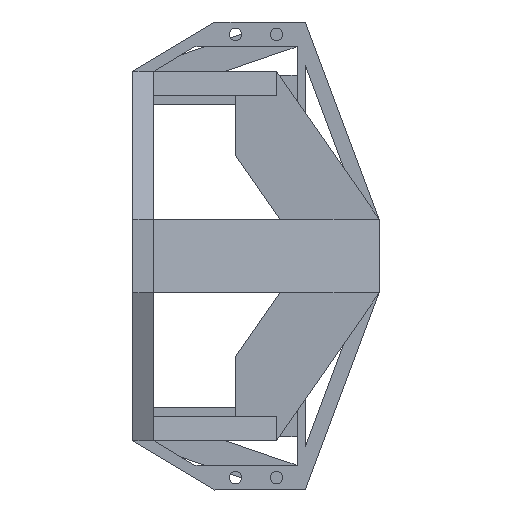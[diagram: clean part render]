
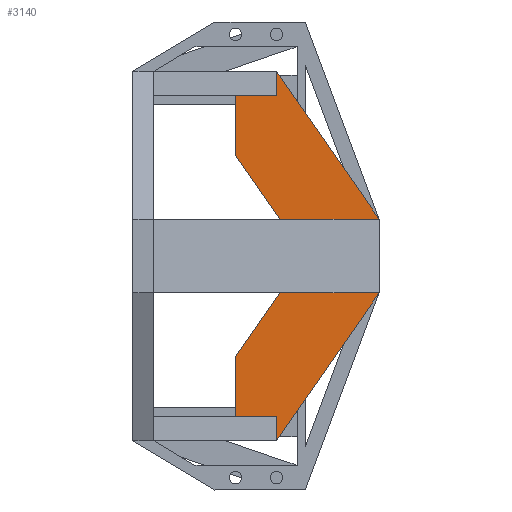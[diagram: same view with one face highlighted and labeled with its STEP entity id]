
A CAD part, left-side view. The second image highlights one B-rep face of the part: STEP entity #3140.
In plain terms, the highlighted planar face has unit normal (-1, 0, 0).
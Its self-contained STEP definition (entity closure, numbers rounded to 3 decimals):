
#205=FACE_OUTER_BOUND('',#377,.T.);
#377=EDGE_LOOP('',(#2763,#2764,#2765,#2766,#2767,#2768,#2769,#2770,#2771,
#2772,#2773,#2774,#2775,#2776,#2777,#2778,#2779));
#773=LINE('',#4882,#1199);
#774=LINE('',#4884,#1200);
#775=LINE('',#4886,#1201);
#777=LINE('',#4890,#1203);
#778=LINE('',#4893,#1204);
#780=LINE('',#4896,#1206);
#785=LINE('',#4905,#1211);
#786=LINE('',#4907,#1212);
#787=LINE('',#4909,#1213);
#790=LINE('',#4926,#1216);
#793=LINE('',#4932,#1219);
#796=LINE('',#4938,#1222);
#799=LINE('',#4942,#1225);
#801=LINE('',#4948,#1227);
#805=LINE('',#4955,#1231);
#807=LINE('',#4958,#1233);
#809=LINE('',#4961,#1235);
#1199=VECTOR('',#3983,10.);
#1200=VECTOR('',#3986,10.);
#1201=VECTOR('',#3989,10.);
#1203=VECTOR('',#3993,10.);
#1204=VECTOR('',#3996,10.);
#1206=VECTOR('',#4000,10.);
#1211=VECTOR('',#4009,10.);
#1212=VECTOR('',#4012,10.);
#1213=VECTOR('',#4015,10.);
#1216=VECTOR('',#4036,10.);
#1219=VECTOR('',#4041,10.);
#1222=VECTOR('',#4046,10.);
#1225=VECTOR('',#4051,10.);
#1227=VECTOR('',#4057,10.);
#1231=VECTOR('',#4063,10.);
#1233=VECTOR('',#4067,10.);
#1235=VECTOR('',#4071,10.);
#1437=VERTEX_POINT('',#4634);
#1438=VERTEX_POINT('',#4636);
#1448=VERTEX_POINT('',#4670);
#1451=VERTEX_POINT('',#4676);
#1485=VERTEX_POINT('',#4833);
#1488=VERTEX_POINT('',#4839);
#1497=VERTEX_POINT('',#4878);
#1498=VERTEX_POINT('',#4880);
#1499=VERTEX_POINT('',#4888);
#1500=VERTEX_POINT('',#4892);
#1501=VERTEX_POINT('',#4901);
#1502=VERTEX_POINT('',#4903);
#1507=VERTEX_POINT('',#4925);
#1509=VERTEX_POINT('',#4931);
#1511=VERTEX_POINT('',#4937);
#1512=VERTEX_POINT('',#4946);
#1513=VERTEX_POINT('',#4947);
#1911=EDGE_CURVE('',#1497,#1498,#773,.T.);
#1912=EDGE_CURVE('',#1485,#1497,#774,.T.);
#1913=EDGE_CURVE('',#1498,#1488,#775,.T.);
#1915=EDGE_CURVE('',#1448,#1499,#777,.T.);
#1916=EDGE_CURVE('',#1500,#1451,#778,.T.);
#1918=EDGE_CURVE('',#1499,#1500,#780,.T.);
#1923=EDGE_CURVE('',#1501,#1502,#785,.T.);
#1924=EDGE_CURVE('',#1438,#1501,#786,.T.);
#1925=EDGE_CURVE('',#1502,#1437,#787,.T.);
#1932=EDGE_CURVE('',#1488,#1507,#790,.T.);
#1935=EDGE_CURVE('',#1507,#1509,#793,.T.);
#1938=EDGE_CURVE('',#1511,#1509,#796,.T.);
#1941=EDGE_CURVE('',#1437,#1485,#799,.T.);
#1943=EDGE_CURVE('',#1512,#1513,#801,.T.);
#1947=EDGE_CURVE('',#1448,#1513,#805,.T.);
#1949=EDGE_CURVE('',#1438,#1451,#807,.T.);
#1951=EDGE_CURVE('',#1511,#1512,#809,.T.);
#2763=ORIENTED_EDGE('',*,*,#1913,.T.);
#2764=ORIENTED_EDGE('',*,*,#1932,.T.);
#2765=ORIENTED_EDGE('',*,*,#1935,.T.);
#2766=ORIENTED_EDGE('',*,*,#1938,.F.);
#2767=ORIENTED_EDGE('',*,*,#1951,.T.);
#2768=ORIENTED_EDGE('',*,*,#1943,.T.);
#2769=ORIENTED_EDGE('',*,*,#1947,.F.);
#2770=ORIENTED_EDGE('',*,*,#1915,.T.);
#2771=ORIENTED_EDGE('',*,*,#1918,.T.);
#2772=ORIENTED_EDGE('',*,*,#1916,.T.);
#2773=ORIENTED_EDGE('',*,*,#1949,.F.);
#2774=ORIENTED_EDGE('',*,*,#1924,.T.);
#2775=ORIENTED_EDGE('',*,*,#1923,.T.);
#2776=ORIENTED_EDGE('',*,*,#1925,.T.);
#2777=ORIENTED_EDGE('',*,*,#1941,.T.);
#2778=ORIENTED_EDGE('',*,*,#1912,.T.);
#2779=ORIENTED_EDGE('',*,*,#1911,.T.);
#2995=PLANE('',#3327);
#3140=ADVANCED_FACE('',(#205),#2995,.T.);
#3327=AXIS2_PLACEMENT_3D('',#4964,#4075,#4076);
#3983=DIRECTION('',(0.,1.,0.));
#3986=DIRECTION('',(0.,0.,-1.));
#3989=DIRECTION('',(0.,0.,1.));
#3993=DIRECTION('',(0.,0.,1.));
#3996=DIRECTION('',(0.,0.,-1.));
#4000=DIRECTION('',(0.,-1.,0.));
#4009=DIRECTION('',(0.,0.,1.));
#4012=DIRECTION('',(0.,1.,0.));
#4015=DIRECTION('',(0.,-1.,0.));
#4036=DIRECTION('',(0.,0.707,-0.707));
#4041=DIRECTION('',(0.,0.,-1.));
#4046=DIRECTION('',(0.,0.57,0.821));
#4051=DIRECTION('',(0.,0.57,0.821));
#4057=DIRECTION('',(0.,0.,-1.));
#4063=DIRECTION('',(0.,0.707,0.707));
#4067=DIRECTION('',(0.,0.57,-0.821));
#4071=DIRECTION('',(0.,0.57,-0.821));
#4075=DIRECTION('center_axis',(-1.,0.,0.));
#4076=DIRECTION('ref_axis',(0.,0.,1.));
#4634=CARTESIAN_POINT('',(-134.5,70.,-76.));
#4636=CARTESIAN_POINT('',(-134.5,70.,-94.));
#4670=CARTESIAN_POINT('',(-134.5,103.,-130.));
#4676=CARTESIAN_POINT('',(-134.5,95.,-130.));
#4833=CARTESIAN_POINT('',(-134.5,95.,-40.));
#4839=CARTESIAN_POINT('',(-134.5,103.,-40.));
#4878=CARTESIAN_POINT('',(-134.5,95.,-46.));
#4880=CARTESIAN_POINT('',(-134.5,103.,-46.));
#4882=CARTESIAN_POINT('',(-134.5,94.5,-46.));
#4884=CARTESIAN_POINT('',(-134.5,95.,-104.5));
#4886=CARTESIAN_POINT('',(-134.5,103.,-104.5));
#4888=CARTESIAN_POINT('',(-134.5,103.,-124.));
#4890=CARTESIAN_POINT('',(-134.5,103.,-107.5));
#4892=CARTESIAN_POINT('',(-134.5,95.,-124.));
#4893=CARTESIAN_POINT('',(-134.5,95.,-107.5));
#4896=CARTESIAN_POINT('',(-134.5,94.5,-124.));
#4901=CARTESIAN_POINT('',(-134.5,84.474,-94.));
#4903=CARTESIAN_POINT('',(-134.5,84.474,-76.));
#4905=CARTESIAN_POINT('',(-134.5,84.474,-89.5));
#4907=CARTESIAN_POINT('',(-134.5,88.25,-94.));
#4909=CARTESIAN_POINT('',(-134.5,88.25,-76.));
#4925=CARTESIAN_POINT('',(-134.5,105.,-42.));
#4926=CARTESIAN_POINT('',(-134.5,103.,-40.));
#4931=CARTESIAN_POINT('',(-134.5,105.,-60.52));
#4932=CARTESIAN_POINT('',(-134.5,105.,-42.));
#4937=CARTESIAN_POINT('',(-134.5,88.,-85.));
#4938=CARTESIAN_POINT('',(-134.5,88.,-85.));
#4942=CARTESIAN_POINT('',(-134.5,70.,-76.));
#4946=CARTESIAN_POINT('',(-134.5,105.,-109.48));
#4947=CARTESIAN_POINT('',(-134.5,105.,-128.));
#4948=CARTESIAN_POINT('',(-134.5,105.,-109.48));
#4955=CARTESIAN_POINT('',(-134.5,103.,-130.));
#4958=CARTESIAN_POINT('',(-134.5,70.,-94.));
#4961=CARTESIAN_POINT('',(-134.5,88.,-85.));
#4964=CARTESIAN_POINT('Origin',(-134.5,79.,-85.));
